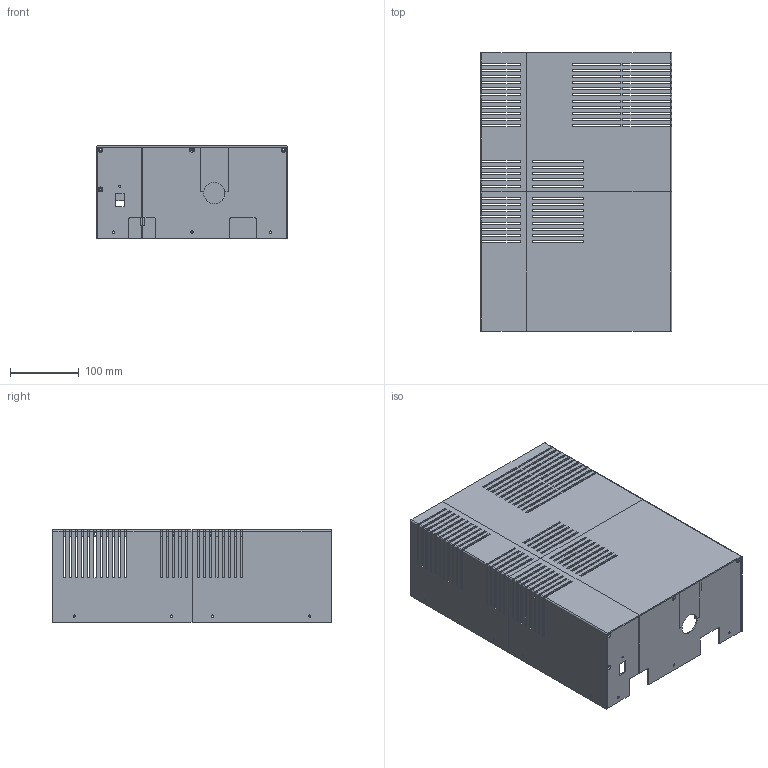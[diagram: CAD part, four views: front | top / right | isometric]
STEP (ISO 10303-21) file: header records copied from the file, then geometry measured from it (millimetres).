
FILE_DESCRIPTION(/* description */ (''),/* implementation_level */ '2;1');
FILE_NAME(/* name */ 'Casing-assembly.step',/* time_stamp */ '2025-11-19T11:51:10+01:00',/* author */ (''),/* organization */ (''),/* preprocessor_version */ 'ST-DEVELOPER v20.1',/* originating_system */ 'Autodesk Translation Framework v14.21.0.0',/* authorisation */ '');
FILE_SCHEMA (('AUTOMOTIVE_DESIGN { 1 0 10303 214 3 1 1 }'));
Length unit declared in the file: millimetre
Products named in the file (2): Casing; dowel
Assembly tree (1 placements, depth 2):
  Casing
    dowel
Bounding box: 279 x 406 x 135 mm (x, y, z)
Volume: 579426.3 mm3; surface area: 618098.8 mm2
Topology: 10 solids, 10 shells, 619 faces, 1953 edges, 1299 vertices
Faces by surface type: plane 468, cylinder 137, cone 14
Full cylindrical faces by diameter (mm): 2.9 x9, 3.15 x1, 3.2 x7, 3.3 x14, 4.4 x52, 7 x3, 7.5 x1
Entity records: 22111 total; most frequent: ORIENTED_EDGE 3906, CARTESIAN_POINT 3874, DIRECTION 3496, EDGE_CURVE 1953, LINE 1654, VECTOR 1654, VERTEX_POINT 1299, AXIS2_PLACEMENT_3D 921
